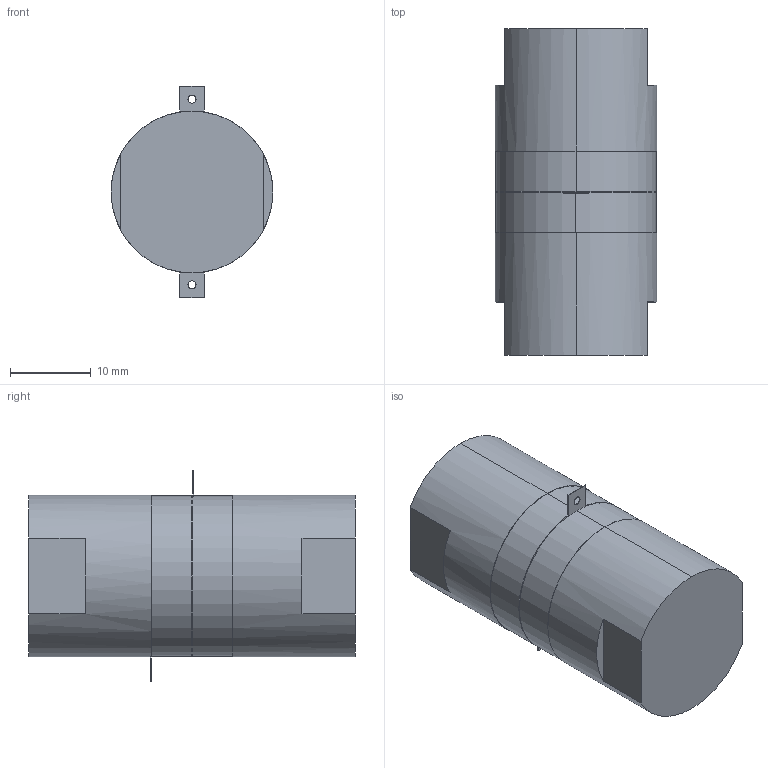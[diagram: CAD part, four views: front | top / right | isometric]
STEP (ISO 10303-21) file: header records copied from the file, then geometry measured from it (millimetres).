
FILE_DESCRIPTION (( 'STEP AP214' ), '1' );
FILE_NAME ('ATB_20602S_D20L40.4.STEP', '2018-10-08T21:29:52', ( '' ), ( '' ), 'SwSTEP 2.0', 'SolidWorks 2014', '' );
FILE_SCHEMA (( 'AUTOMOTIVE_DESIGN' ));
Length unit declared in the file: millimetre
Products named in the file (1): ATB_20602S_D20L40.4
Bounding box: 20 x 40.41 x 26.17 mm (x, y, z)
Volume: 12429.6 mm3; surface area: 3812.3 mm2
Topology: 3 solids, 3 shells, 91 faces, 240 edges, 160 vertices
Faces by surface type: plane 77, cylinder 14
Entity records: 3259 total; most frequent: CARTESIAN_POINT 492, ORIENTED_EDGE 480, DIRECTION 462, EDGE_CURVE 240, VECTOR 202, LINE 202, VERTEX_POINT 160, AXIS2_PLACEMENT_3D 130
